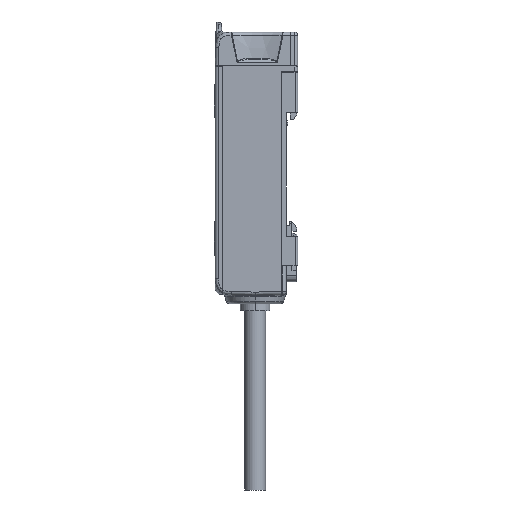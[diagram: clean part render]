
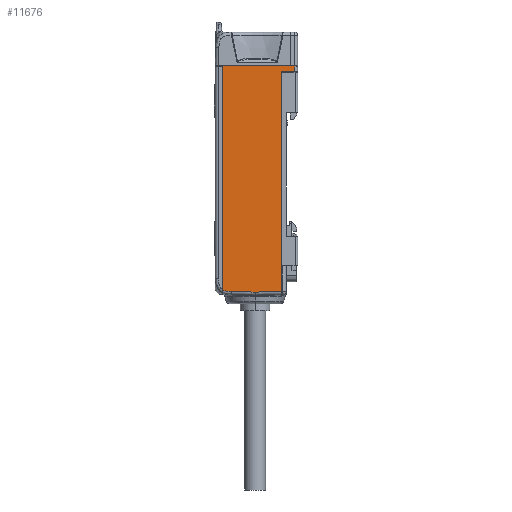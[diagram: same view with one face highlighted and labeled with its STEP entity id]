
A CAD part, left-side view. The second image highlights one B-rep face of the part: STEP entity #11676.
In plain terms, the highlighted planar face has unit normal (-1, 0.018, 0).
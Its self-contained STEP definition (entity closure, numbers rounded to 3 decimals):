
#2068=DIRECTION('',(0.,0.,1.));
#2069=VECTOR('',#2068,66.692);
#2070=CARTESIAN_POINT('',(-14.913,5.,-78.862));
#2071=LINE('',#2070,#2069);
#2072=DIRECTION('',(-0.017,-1.,0.));
#2073=VECTOR('',#2072,20.603);
#2074=CARTESIAN_POINT('',(-14.604,22.7,-10.25));
#2075=LINE('',#2074,#2073);
#2076=CARTESIAN_POINT('',(-14.986,0.814,
-10.25));
#2077=CARTESIAN_POINT('',(-14.983,0.957,
-10.25));
#2078=CARTESIAN_POINT('',(-14.978,1.243,
-10.25));
#2079=CARTESIAN_POINT('',(-14.971,1.671,
-10.25));
#2080=CARTESIAN_POINT('',(-14.966,1.957,
-10.25));
#2081=CARTESIAN_POINT('',(-14.963,2.1,-10.25));
#2083=DIRECTION('',(0.017,1.,0.));
#2084=VECTOR('',#2083,4.187);
#2085=CARTESIAN_POINT('',(-14.986,0.814,-12.));
#2086=LINE('',#2085,#2084);
#2087=DIRECTION('',(0.,0.,1.));
#2088=VECTOR('',#2087,0.17);
#2089=CARTESIAN_POINT('',(-14.913,5.,-12.17));
#2090=LINE('',#2089,#2088);
#2116=DIRECTION('',(-0.017,-1.,0.017));
#2117=VECTOR('',#2116,7.92);
#2118=CARTESIAN_POINT('',(-14.775,12.917,
-79.));
#2119=LINE('',#2118,#2117);
#2694=DIRECTION('',(0.,0.,-1.));
#2695=VECTOR('',#2694,68.116);
#2696=CARTESIAN_POINT('',(-14.604,22.7,-10.25));
#2697=LINE('',#2696,#2695);
#2911=DIRECTION('',(0.,0.,-1.));
#2912=VECTOR('',#2911,1.75);
#2913=CARTESIAN_POINT('',(-14.986,0.814,
-10.25));
#2914=LINE('',#2913,#2912);
#5896=CARTESIAN_POINT('',(-14.604,22.7,
-78.366));
#5898=CARTESIAN_POINT('',(-14.649,20.098,
-78.875));
#5899=CARTESIAN_POINT('',(-14.646,20.302,
-78.871));
#5900=CARTESIAN_POINT('',(-14.639,20.691,
-78.857));
#5901=CARTESIAN_POINT('',(-14.63,21.214,
-78.812));
#5902=CARTESIAN_POINT('',(-14.622,21.677,
-78.739));
#5903=CARTESIAN_POINT('',(-14.615,22.079,
-78.638));
#5904=CARTESIAN_POINT('',(-14.609,22.422,
-78.513));
#5905=CARTESIAN_POINT('',(-14.605,22.613,
-78.416));
#5906=CARTESIAN_POINT('',(-14.604,22.7,
-78.366));
#5935=DIRECTION('',(0.017,1.,0.017));
#5936=VECTOR('',#5935,7.183);
#5937=CARTESIAN_POINT('',(-14.775,12.917,
-79.));
#5938=LINE('',#5937,#5936);
#7357=CARTESIAN_POINT('',(-14.913,5.,-12.));
#7359=VERTEX_POINT('',#7357);
#7406=CARTESIAN_POINT('',(-14.775,12.917,
-79.));
#7407=CARTESIAN_POINT('',(-14.649,20.098,
-78.875));
#7408=VERTEX_POINT('',#7406);
#7409=VERTEX_POINT('',#7407);
#7411=VERTEX_POINT('',#5896);
#7412=CARTESIAN_POINT('',(-14.604,22.7,-10.25));
#7413=VERTEX_POINT('',#7412);
#7418=CARTESIAN_POINT('',(-14.963,2.1,-10.25));
#7419=VERTEX_POINT('',#7418);
#7428=CARTESIAN_POINT('',(-14.986,0.814,-12.));
#7429=VERTEX_POINT('',#7428);
#7430=CARTESIAN_POINT('',(-14.986,0.814,
-10.25));
#7431=VERTEX_POINT('',#7430);
#8246=CARTESIAN_POINT('',(-14.913,5.,-12.17));
#8248=VERTEX_POINT('',#8246);
#8261=CARTESIAN_POINT('',(-14.913,5.,-78.862));
#8262=VERTEX_POINT('',#8261);
#11651=CARTESIAN_POINT('',(-15.,0.,-82.088));
#11652=DIRECTION('',(-1.,0.017,0.));
#11653=DIRECTION('',(0.,0.,1.));
#11654=AXIS2_PLACEMENT_3D('',#11651,#11652,#11653);
#11655=PLANE('',#11654);
#11656=ORIENTED_EDGE('',*,*,#11641,.F.);
#11658=ORIENTED_EDGE('',*,*,#11657,.F.);
#11660=ORIENTED_EDGE('',*,*,#11659,.T.);
#11662=ORIENTED_EDGE('',*,*,#11661,.T.);
#11664=ORIENTED_EDGE('',*,*,#11663,.F.);
#11666=ORIENTED_EDGE('',*,*,#11665,.T.);
#11668=ORIENTED_EDGE('',*,*,#11667,.F.);
#11670=ORIENTED_EDGE('',*,*,#11669,.T.);
#11672=ORIENTED_EDGE('',*,*,#11671,.T.);
#11673=ORIENTED_EDGE('',*,*,#10331,.F.);
#11674=EDGE_LOOP('',(#11656,#11658,#11660,#11662,#11664,#11666,#11668,#11670,
#11672,#11673));
#11675=FACE_OUTER_BOUND('',#11674,.F.);
#11676=ADVANCED_FACE('',(#11675),#11655,.T.);
#2082=B_SPLINE_CURVE_WITH_KNOTS('',3,(#2076,#2077,#2078,#2079,#2080,#2081),
.UNSPECIFIED.,.F.,.F.,(4,1,1,4),(0.,0.333,0.667,1.),
.UNSPECIFIED.);
#5907=B_SPLINE_CURVE_WITH_KNOTS('',3,(#5898,#5899,#5900,#5901,#5902,#5903,#5904,
#5905,#5906),.UNSPECIFIED.,.F.,.F.,(4,1,1,1,1,1,4),(0.,0.167,
0.333,0.5,0.667,0.833,1.),
.UNSPECIFIED.);
#10331=EDGE_CURVE('',#8248,#7359,#2090,.T.);
#11641=EDGE_CURVE('',#8262,#8248,#2071,.T.);
#11657=EDGE_CURVE('',#7408,#8262,#2119,.T.);
#11659=EDGE_CURVE('',#7408,#7409,#5938,.T.);
#11661=EDGE_CURVE('',#7409,#7411,#5907,.T.);
#11663=EDGE_CURVE('',#7413,#7411,#2697,.T.);
#11665=EDGE_CURVE('',#7413,#7419,#2075,.T.);
#11667=EDGE_CURVE('',#7431,#7419,#2082,.T.);
#11669=EDGE_CURVE('',#7431,#7429,#2914,.T.);
#11671=EDGE_CURVE('',#7429,#7359,#2086,.T.);
